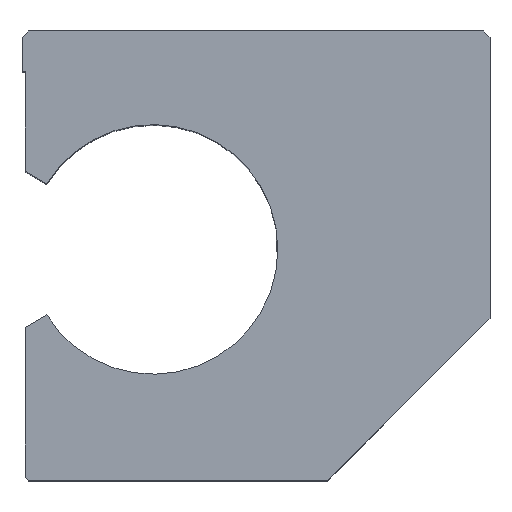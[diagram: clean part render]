
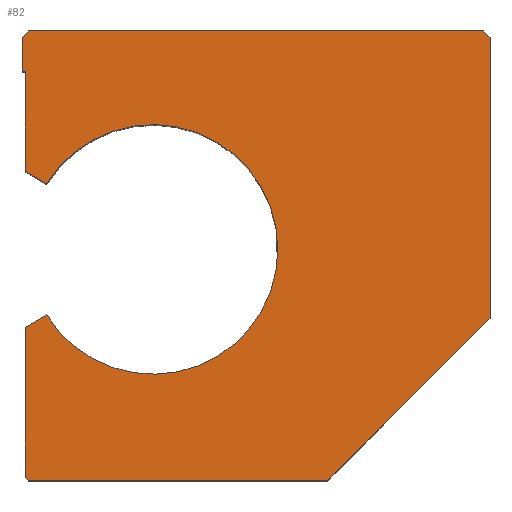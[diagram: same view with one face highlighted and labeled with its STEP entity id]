
A CAD part, top view. The second image highlights one B-rep face of the part: STEP entity #82.
In plain terms, the highlighted planar face has unit normal (0, 0, 1).
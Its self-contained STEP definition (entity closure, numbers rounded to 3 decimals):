
#82 = ADVANCED_FACE( '', ( #189 ), #190, .T. );
#189 = FACE_OUTER_BOUND( '', #330, .T. );
#190 = PLANE( '', #331 );
#330 = EDGE_LOOP( '', ( #512, #513, #514, #515, #516, #517, #518, #519, #520, #521, #522, #523, #524, #525 ) );
#331 = AXIS2_PLACEMENT_3D( '', #526, #527, #528 );
#512 = ORIENTED_EDGE( '', *, *, #756, .T. );
#513 = ORIENTED_EDGE( '', *, *, #745, .T. );
#514 = ORIENTED_EDGE( '', *, *, #757, .T. );
#515 = ORIENTED_EDGE( '', *, *, #758, .T. );
#516 = ORIENTED_EDGE( '', *, *, #759, .T. );
#517 = ORIENTED_EDGE( '', *, *, #760, .F. );
#518 = ORIENTED_EDGE( '', *, *, #761, .T. );
#519 = ORIENTED_EDGE( '', *, *, #738, .T. );
#520 = ORIENTED_EDGE( '', *, *, #762, .T. );
#521 = ORIENTED_EDGE( '', *, *, #763, .T. );
#522 = ORIENTED_EDGE( '', *, *, #764, .T. );
#523 = ORIENTED_EDGE( '', *, *, #714, .T. );
#524 = ORIENTED_EDGE( '', *, *, #754, .T. );
#525 = ORIENTED_EDGE( '', *, *, #765, .T. );
#526 = CARTESIAN_POINT( '', ( -16.5, 37., 67. ) );
#527 = DIRECTION( '', ( 0., 0., 1. ) );
#528 = DIRECTION( '', ( 1., 0., 0. ) );
#714 = EDGE_CURVE( '', #825, #823, #826, .T. );
#738 = EDGE_CURVE( '', #867, #865, #868, .T. );
#745 = EDGE_CURVE( '', #878, #876, #879, .T. );
#754 = EDGE_CURVE( '', #823, #890, #892, .T. );
#756 = EDGE_CURVE( '', #894, #878, #895, .T. );
#757 = EDGE_CURVE( '', #876, #896, #897, .T. );
#758 = EDGE_CURVE( '', #896, #898, #899, .T. );
#759 = EDGE_CURVE( '', #898, #900, #901, .T. );
#760 = EDGE_CURVE( '', #902, #900, #903, .T. );
#761 = EDGE_CURVE( '', #902, #867, #904, .T. );
#762 = EDGE_CURVE( '', #865, #905, #906, .T. );
#763 = EDGE_CURVE( '', #905, #907, #908, .T. );
#764 = EDGE_CURVE( '', #907, #825, #909, .T. );
#765 = EDGE_CURVE( '', #890, #894, #910, .T. );
#823 = VERTEX_POINT( '', #984 );
#825 = VERTEX_POINT( '', #987 );
#826 = LINE( '', #988, #989 );
#865 = VERTEX_POINT( '', #1041 );
#867 = VERTEX_POINT( '', #1044 );
#868 = LINE( '', #1045, #1046 );
#876 = VERTEX_POINT( '', #1055 );
#878 = VERTEX_POINT( '', #1058 );
#879 = LINE( '', #1059, #1060 );
#890 = VERTEX_POINT( '', #1072 );
#892 = LINE( '', #1075, #1076 );
#894 = VERTEX_POINT( '', #1078 );
#895 = LINE( '', #1079, #1080 );
#896 = VERTEX_POINT( '', #1081 );
#897 = LINE( '', #1082, #1083 );
#898 = VERTEX_POINT( '', #1084 );
#899 = LINE( '', #1085, #1086 );
#900 = VERTEX_POINT( '', #1087 );
#901 = LINE( '', #1088, #1089 );
#902 = VERTEX_POINT( '', #1090 );
#903 = CIRCLE( '', #1091, 20. );
#904 = LINE( '', #1092, #1093 );
#905 = VERTEX_POINT( '', #1094 );
#906 = LINE( '', #1095, #1096 );
#907 = VERTEX_POINT( '', #1097 );
#908 = LINE( '', #1098, #1099 );
#909 = LINE( '', #1100, #1101 );
#910 = LINE( '', #1102, #1103 );
#984 = CARTESIAN_POINT( '', ( 37.5, 71., 67. ) );
#987 = CARTESIAN_POINT( '', ( 37.5, 26., 67. ) );
#988 = CARTESIAN_POINT( '', ( 37.5, 26., 67. ) );
#989 = VECTOR( '', #1276, 1000. );
#1041 = CARTESIAN_POINT( '', ( -37., 0.5, 67. ) );
#1044 = CARTESIAN_POINT( '', ( -37., 24.492, 67. ) );
#1045 = CARTESIAN_POINT( '', ( -37., 24.492, 67. ) );
#1046 = VECTOR( '', #1306, 1000. );
#1055 = CARTESIAN_POINT( '', ( -37.5, 65.5, 67. ) );
#1058 = CARTESIAN_POINT( '', ( -37.5, 71., 67. ) );
#1059 = CARTESIAN_POINT( '', ( -37.5, 71., 67. ) );
#1060 = VECTOR( '', #1315, 1000. );
#1072 = CARTESIAN_POINT( '', ( 36.5, 72., 67. ) );
#1075 = CARTESIAN_POINT( '', ( 37.5, 71., 67. ) );
#1076 = VECTOR( '', #1327, 1000. );
#1078 = CARTESIAN_POINT( '', ( -36.5, 72., 67. ) );
#1079 = CARTESIAN_POINT( '', ( -36.5, 72., 67. ) );
#1080 = VECTOR( '', #1328, 1000. );
#1081 = CARTESIAN_POINT( '', ( -37., 65.5, 67. ) );
#1082 = CARTESIAN_POINT( '', ( -37.5, 65.5, 67. ) );
#1083 = VECTOR( '', #1329, 1000. );
#1084 = CARTESIAN_POINT( '', ( -37., 49.508, 67. ) );
#1085 = CARTESIAN_POINT( '', ( -37., 65.5, 67. ) );
#1086 = VECTOR( '', #1330, 1000. );
#1087 = CARTESIAN_POINT( '', ( -33.522, 47.5, 67. ) );
#1088 = CARTESIAN_POINT( '', ( -37., 49.508, 67. ) );
#1089 = VECTOR( '', #1331, 1000. );
#1090 = CARTESIAN_POINT( '', ( -33.522, 26.5, 67. ) );
#1091 = AXIS2_PLACEMENT_3D( '', #1332, #1333, #1334 );
#1092 = CARTESIAN_POINT( '', ( -33.522, 26.5, 67. ) );
#1093 = VECTOR( '', #1335, 1000. );
#1094 = CARTESIAN_POINT( '', ( -36.5, 0., 67. ) );
#1095 = CARTESIAN_POINT( '', ( -37., 0.5, 67. ) );
#1096 = VECTOR( '', #1336, 1000. );
#1097 = CARTESIAN_POINT( '', ( 11.5, 0., 67. ) );
#1098 = CARTESIAN_POINT( '', ( -36.5, 0., 67. ) );
#1099 = VECTOR( '', #1337, 1000. );
#1100 = CARTESIAN_POINT( '', ( 11.5, 0., 67. ) );
#1101 = VECTOR( '', #1338, 1000. );
#1102 = CARTESIAN_POINT( '', ( 36.5, 72., 67. ) );
#1103 = VECTOR( '', #1339, 1000. );
#1276 = DIRECTION( '', ( 0., 1., 0. ) );
#1306 = DIRECTION( '', ( 0., -1., 0. ) );
#1315 = DIRECTION( '', ( 0., -1., 0. ) );
#1327 = DIRECTION( '', ( -0.707, 0.707, 0. ) );
#1328 = DIRECTION( '', ( -0.707, -0.707, 0. ) );
#1329 = DIRECTION( '', ( 1., 0., 0. ) );
#1330 = DIRECTION( '', ( 0., -1., 0. ) );
#1331 = DIRECTION( '', ( 0.866, -0.5, 0. ) );
#1332 = CARTESIAN_POINT( '', ( -16.5, 37., 67. ) );
#1333 = DIRECTION( '', ( 0., 0., 1. ) );
#1334 = DIRECTION( '', ( 1., 0., 0. ) );
#1335 = DIRECTION( '', ( -0.866, -0.5, 0. ) );
#1336 = DIRECTION( '', ( 0.707, -0.707, 0. ) );
#1337 = DIRECTION( '', ( 1., 0., 0. ) );
#1338 = DIRECTION( '', ( 0.707, 0.707, 0. ) );
#1339 = DIRECTION( '', ( -1., 0., 0. ) );
